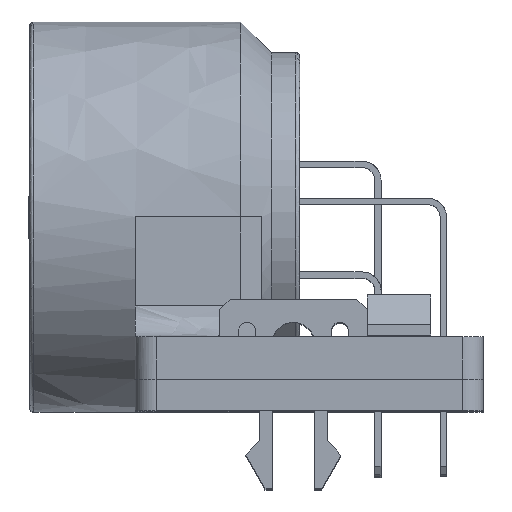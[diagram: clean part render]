
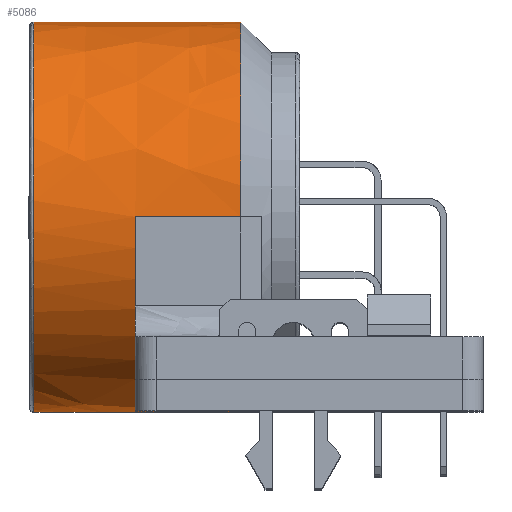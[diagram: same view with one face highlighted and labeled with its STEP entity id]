
A CAD part, top view. The second image highlights one B-rep face of the part: STEP entity #5086.
In plain terms, the highlighted free-form (B-spline) face has degree [2, 1] with [7, 2] control points.
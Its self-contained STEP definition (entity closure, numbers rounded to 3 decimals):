
#2215=CARTESIAN_POINT('V84',(5.0,0.0,9.25));
#2216=VERTEX_POINT('V84',#2215);
#2222=CARTESIAN_POINT('V85',(5.0,-7.7,
   5.126));
#2223=VERTEX_POINT('V85',#2222);
#2224=CARTESIAN_POINT('E117',(5.0,-7.7,
   5.126));
#2225=CARTESIAN_POINT('E117',(5.0,-4.955,
   9.25));
#2226=CARTESIAN_POINT('E117',(5.0,0.,9.25)
   );
#2234=(BOUNDED_CURVE()B_SPLINE_CURVE(2,(#2224,#2225,#2226),
   .CIRCULAR_ARC.,.F.,.U.)CURVE()GEOMETRIC_REPRESENTATION_ITEM()
   QUASI_UNIFORM_CURVE()RATIONAL_B_SPLINE_CURVE((1.0,
   0.882,1.0))REPRESENTATION_ITEM('E117'));
#2235=EDGE_CURVE('E117',#2223,#2216,#2234,.T.);
#2369=CARTESIAN_POINT('V121',(10.0,-7.7,
   5.126));
#2370=VERTEX_POINT('V121',#2369);
#2418=CARTESIAN_POINT('E186',(10.0,-7.7,
   5.126));
#2419=CARTESIAN_POINT('E186',(5.0,-7.7,
   5.126));
#2420=B_SPLINE_CURVE_WITH_KNOTS('E186',1,(#2418,#2419),
   .POLYLINE_FORM.,.F.,.U.,(2,2),(0.0,0.858),
   .UNSPECIFIED.);
#2421=EDGE_CURVE('E186',#2370,#2223,#2420,.T.);
#3232=CARTESIAN_POINT('V119',(10.0,-7.7,
   -5.126));
#3233=VERTEX_POINT('V119',#3232);
#3239=CARTESIAN_POINT('V87',(5.0,-7.7,
   -5.126));
#3240=VERTEX_POINT('V87',#3239);
#3241=CARTESIAN_POINT('E180',(5.0,-7.7,
   -5.126));
#3242=CARTESIAN_POINT('E180',(10.0,-7.7,
   -5.126));
#3243=B_SPLINE_CURVE_WITH_KNOTS('E180',1,(#3241,#3242),
   .POLYLINE_FORM.,.F.,.U.,(2,2),(0.142,1.0),
   .UNSPECIFIED.);
#3244=EDGE_CURVE('E180',#3240,#3233,#3243,.T.);
#3388=CARTESIAN_POINT('V131',(10.0,0.,-9.25)
   );
#3389=VERTEX_POINT('V131',#3388);
#3481=CARTESIAN_POINT('V88',(5.0,0.,-9.25)
   );
#3482=VERTEX_POINT('V88',#3481);
#3483=CARTESIAN_POINT('E121',(5.0,0.,-9.25)
   );
#3484=CARTESIAN_POINT('E121',(5.0,-4.955,
   -9.25));
#3485=CARTESIAN_POINT('E121',(5.0,-7.7,
   -5.126));
#3493=(BOUNDED_CURVE()B_SPLINE_CURVE(2,(#3483,#3484,#3485),
   .CIRCULAR_ARC.,.F.,.U.)CURVE()GEOMETRIC_REPRESENTATION_ITEM()
   QUASI_UNIFORM_CURVE()RATIONAL_B_SPLINE_CURVE((1.0,
   0.882,1.0))REPRESENTATION_ITEM('E121'));
#3494=EDGE_CURVE('E121',#3482,#3240,#3493,.T.);
#3536=CARTESIAN_POINT('E204',(10.0,0.,-9.25)
   );
#3537=CARTESIAN_POINT('E204',(5.0,0.,-9.25)
   );
#3538=B_SPLINE_CURVE_WITH_KNOTS('E204',1,(#3536,#3537),
   .POLYLINE_FORM.,.F.,.U.,(2,2),(0.057,1.0),
   .UNSPECIFIED.);
#3539=EDGE_CURVE('E204',#3389,#3482,#3538,.T.);
#4963=CARTESIAN_POINT('V90',(0.2,9.25,0.0)
   );
#4964=VERTEX_POINT('V90',#4963);
#4978=CARTESIAN_POINT('E126',(0.2,9.25,
   0.));
#4979=CARTESIAN_POINT('E126',(0.2,9.25,
   16.021));
#4980=CARTESIAN_POINT('E126',(0.2,-4.625,
   8.011));
#4981=CARTESIAN_POINT('E126',(0.2,-18.5,
   0.));
#4982=CARTESIAN_POINT('E126',(0.2,-4.625,
   -8.011));
#4983=CARTESIAN_POINT('E126',(0.2,9.25,
   -16.021));
#4984=CARTESIAN_POINT('E126',(0.2,9.25,
   0.));
#4992=(BOUNDED_CURVE()B_SPLINE_CURVE(2,(#4978,#4979,#4980,#4981,
   #4982,#4983,#4984),.CIRCULAR_ARC.,.T.,.U.)
   B_SPLINE_CURVE_WITH_KNOTS((3,2,2,3),(2.0,62.333,
   122.667,183.0),.UNSPECIFIED.)CURVE()
   GEOMETRIC_REPRESENTATION_ITEM()RATIONAL_B_SPLINE_CURVE((1.0,
   0.5,1.0,0.5,1.0,0.5,1.0)
   )REPRESENTATION_ITEM('E126'));
#4993=EDGE_CURVE('E126',#4964,#4964,#4992,.T.);
#5000=CARTESIAN_POINT('F81',(0.,9.25,0.0));
#5001=CARTESIAN_POINT('F81',(0.,9.25,
   16.021));
#5002=CARTESIAN_POINT('F81',(0.,-4.625,
   8.011));
#5003=CARTESIAN_POINT('F81',(0.,-18.5,
   0.));
#5004=CARTESIAN_POINT('F81',(0.,-4.625,
   -8.011));
#5005=CARTESIAN_POINT('F81',(0.,9.25,
   -16.021));
#5006=CARTESIAN_POINT('F81',(0.,9.25,0.0));
#5007=CARTESIAN_POINT('F81',(10.0,9.25,0.0));
#5008=CARTESIAN_POINT('F81',(10.0,9.25,
   16.021));
#5009=CARTESIAN_POINT('F81',(10.0,-4.625,
   8.011));
#5010=CARTESIAN_POINT('F81',(10.0,-18.5,0.)
   );
#5011=CARTESIAN_POINT('F81',(10.0,-4.625,
   -8.011));
#5012=CARTESIAN_POINT('F81',(10.0,9.25,
   -16.021));
#5013=CARTESIAN_POINT('F81',(10.0,9.25,0.0));
#5021=(BOUNDED_SURFACE()B_SPLINE_SURFACE(2,1,((#5000,#5007),(
   #5001,#5008),(#5002,#5009),(#5003,#5010),(#5004,#5011),(
   #5005,#5012),(#5006,#5013)),.CYLINDRICAL_SURF.,.T.,.F.,.U.)
   B_SPLINE_SURFACE_WITH_KNOTS((3,2,2,3),(2,2),(0.0,
   3.204,6.409,9.613),(0.0,1.0),
   .UNSPECIFIED.)GEOMETRIC_REPRESENTATION_ITEM()
   RATIONAL_B_SPLINE_SURFACE(((1.0,1.0),(0.5,
   0.5),(1.0,1.0),(0.5,
   0.5),(1.0,1.0),(0.5,
   0.5),(1.0,1.0)))REPRESENTATION_ITEM('F81')SURFACE(
   ));
#5022=ORIENTED_EDGE('E126',*,*,#4993,.T.);
#5023=CARTESIAN_POINT('V132',(10.0,9.25,0.0));
#5024=VERTEX_POINT('V132',#5023);
#5025=CARTESIAN_POINT('E202',(10.0,9.25,0.0));
#5026=CARTESIAN_POINT('E202',(0.2,9.25,
   0.0));
#5027=B_SPLINE_CURVE_WITH_KNOTS('E202',1,(#5025,#5026),
   .POLYLINE_FORM.,.F.,.U.,(2,2),(0.0,0.98),
   .UNSPECIFIED.);
#5028=EDGE_CURVE('E202',#5024,#4964,#5027,.T.);
#5029=ORIENTED_EDGE('E202',*,*,#5028,.F.);
#5030=CARTESIAN_POINT('E203',(10.0,9.25,0.)
   );
#5031=CARTESIAN_POINT('E203',(10.0,9.25,
   -5.782));
#5032=CARTESIAN_POINT('E203',(10.0,4.052,
   -8.315));
#5033=CARTESIAN_POINT('E203',(10.0,2.134,
   -9.25));
#5034=CARTESIAN_POINT('E203',(10.0,0.,-9.25)
   );
#5042=(BOUNDED_CURVE()B_SPLINE_CURVE(2,(#5030,#5031,#5032,#5033,
   #5034),.CIRCULAR_ARC.,.F.,.U.)B_SPLINE_CURVE_WITH_KNOTS((3,2,3),
   (0.0,0.5,0.704),.UNSPECIFIED.)CURVE()
   GEOMETRIC_REPRESENTATION_ITEM()RATIONAL_B_SPLINE_CURVE((1.0,
   0.848,1.0,0.938,0.927))
   REPRESENTATION_ITEM('E203'));
#5043=EDGE_CURVE('E203',#5024,#3389,#5042,.T.);
#5044=ORIENTED_EDGE('E203',*,*,#5043,.T.);
#5045=ORIENTED_EDGE('E204',*,*,#3539,.T.);
#5046=ORIENTED_EDGE('E121',*,*,#3494,.T.);
#5047=ORIENTED_EDGE('E180',*,*,#3244,.T.);
#5048=CARTESIAN_POINT('E206',(10.0,-7.7,
   -5.126));
#5049=CARTESIAN_POINT('E206',(10.0,-11.112,0.)
   );
#5050=CARTESIAN_POINT('E206',(10.0,-7.7,
   5.126));
#5058=(BOUNDED_CURVE()B_SPLINE_CURVE(2,(#5048,#5049,#5050),
   .CIRCULAR_ARC.,.F.,.U.)CURVE()GEOMETRIC_REPRESENTATION_ITEM()
   QUASI_UNIFORM_CURVE()RATIONAL_B_SPLINE_CURVE((1.0,
   0.832,1.0))REPRESENTATION_ITEM('E206'));
#5059=EDGE_CURVE('E206',#3233,#2370,#5058,.T.);
#5060=ORIENTED_EDGE('E206',*,*,#5059,.T.);
#5061=ORIENTED_EDGE('F73',*,*,#2421,.T.);
#5062=ORIENTED_EDGE('E117',*,*,#2235,.T.);
#5063=CARTESIAN_POINT('V130',(10.0,0.,9.25)
   );
#5064=VERTEX_POINT('V130',#5063);
#5065=CARTESIAN_POINT('E201',(5.0,0.,9.25)
   );
#5066=CARTESIAN_POINT('E201',(10.0,0.,9.25)
   );
#5067=B_SPLINE_CURVE_WITH_KNOTS('E201',1,(#5065,#5066),
   .POLYLINE_FORM.,.F.,.U.,(2,2),(0.057,1.0),
   .UNSPECIFIED.);
#5068=EDGE_CURVE('E201',#2216,#5064,#5067,.T.);
#5069=ORIENTED_EDGE('E201',*,*,#5068,.T.);
#5070=CARTESIAN_POINT('E207',(10.0,0.,9.25)
   );
#5071=CARTESIAN_POINT('E207',(10.0,9.25,
   9.25));
#5072=CARTESIAN_POINT('E207',(10.0,9.25,0.0));
#5080=(BOUNDED_CURVE()B_SPLINE_CURVE(2,(#5070,#5071,#5072),
   .CIRCULAR_ARC.,.F.,.U.)B_SPLINE_CURVE_WITH_KNOTS((3,3),(
   7.267,9.613),.UNSPECIFIED.)CURVE()
   GEOMETRIC_REPRESENTATION_ITEM()RATIONAL_B_SPLINE_CURVE((
   0.804,0.634,1.0))REPRESENTATION_ITEM(
   'E207'));
#5081=EDGE_CURVE('E207',#5064,#5024,#5080,.T.);
#5082=ORIENTED_EDGE('E207',*,*,#5081,.T.);
#5083=ORIENTED_EDGE('E202',*,*,#5028,.T.);
#5084=EDGE_LOOP('F81',(#5022,#5029,#5044,#5045,#5046,#5047,#5060,
   #5061,#5062,#5069,#5082,#5083));
#5085=FACE_OUTER_BOUND('F81',#5084,.T.);
#5086=ADVANCED_FACE('F81',(#5085),#5021,.T.);
